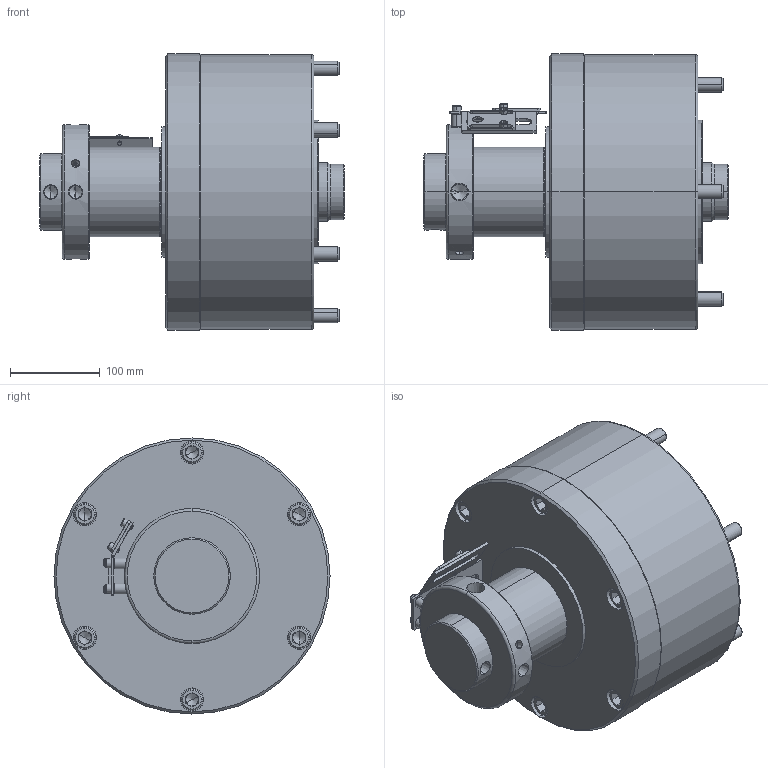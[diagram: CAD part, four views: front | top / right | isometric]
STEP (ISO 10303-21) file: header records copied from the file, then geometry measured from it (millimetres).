
FILE_DESCRIPTION (( 'STEP AP203' ), '1' );
FILE_NAME ('CF-RE-L250.STEP', '2020-11-02T06:56:01', ( '' ), ( '' ), 'SwSTEP 2.0', 'SolidWorks 2016', '' );
FILE_SCHEMA (( 'CONFIG_CONTROL_DESIGN' ));
Length unit declared in the file: millimetre
Products named in the file (13): CF-RE-L250閥軸; CF-RE-L250; CF-RE-250-02000; CF-RE-L250活塞; 圓頭內六角螺栓_M16x175; CF-RE-21-01000; CF-RE-18-03000; CF-RE-L200K-05000; 圓頭內六角螺栓_M6x30; CF-RE-L200K-01000; RE-200K檢出定位板; CF-RE-200K-2000; 圓頭內六角螺栓_M5x8
Assembly tree (23 placements, depth 2):
  CF-RE-L250
    CF-RE-L200K-05000
    CF-RE-L200K-01000
    CF-RE-200K-2000
    CF-RE-L250閥軸
    CF-RE-250-02000
    CF-RE-L250活塞
    圓頭內六角螺栓_M16x175  x6
    CF-RE-21-01000
    CF-RE-18-03000  x2
    圓頭內六角螺栓_M6x30  x2
    RE-200K檢出定位板  x2
    圓頭內六角螺栓_M5x8  x4
Bounding box: 338.88 x 307 x 307 mm (x, y, z)
Volume: 10680303.6 mm3; surface area: 981024.2 mm2
Topology: 23 solids, 23 shells, 653 faces, 1490 edges, 897 vertices
Faces by surface type: plane 280, cylinder 209, cone 158, torus 6
Entity records: 13164 total; most frequent: CARTESIAN_POINT 2391, DIRECTION 2077, ORIENTED_EDGE 1724, EDGE_CURVE 862, AXIS2_PLACEMENT_3D 821, VERTEX_POINT 543, EDGE_LOOP 489, LINE 435
